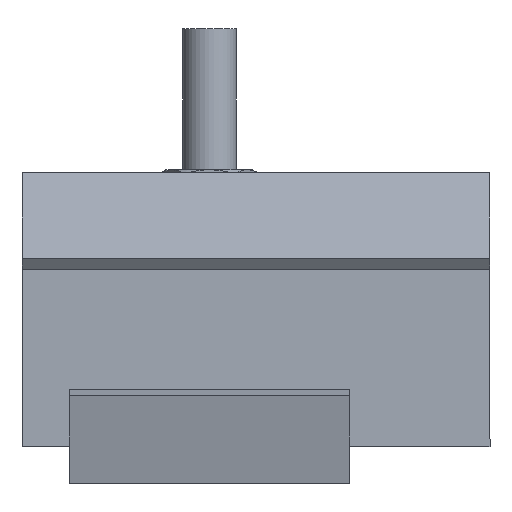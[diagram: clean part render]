
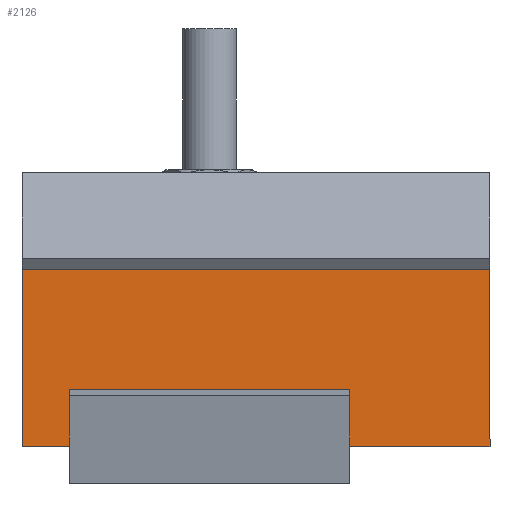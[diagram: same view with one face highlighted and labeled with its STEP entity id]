
A CAD part, left-side view. The second image highlights one B-rep face of the part: STEP entity #2126.
In plain terms, the highlighted face is planar.
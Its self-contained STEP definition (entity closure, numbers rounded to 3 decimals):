
#129 = CARTESIAN_POINT ( 'NONE',  ( 0., -36., 70. ) ) ;
#261 = VECTOR ( 'NONE', #2234, 1000. ) ;
#363 = EDGE_CURVE ( 'NONE', #4051, #2737, #463, .T. ) ;
#456 = VERTEX_POINT ( 'NONE', #937 ) ;
#463 = LINE ( 'NONE', #4375, #2309 ) ;
#624 = DIRECTION ( 'NONE',  ( 0., 1., 0. ) ) ;
#633 = ORIENTED_EDGE ( 'NONE', *, *, #363, .F. ) ;
#685 = CARTESIAN_POINT ( 'NONE',  ( 0., 0., 0. ) ) ;
#859 = CARTESIAN_POINT ( 'NONE',  ( 0., 0., 0. ) ) ;
#937 = CARTESIAN_POINT ( 'NONE',  ( 0., -34.5, 70. ) ) ;
#1288 = CARTESIAN_POINT ( 'NONE',  ( 0., 0., 70. ) ) ;
#1331 = LINE ( 'NONE', #685, #1518 ) ;
#1506 = DIRECTION ( 'NONE',  ( 0., -1., 0. ) ) ;
#1518 = VECTOR ( 'NONE', #4197, 1000. ) ;
#1522 = ORIENTED_EDGE ( 'NONE', *, *, #4031, .F. ) ;
#1649 = DIRECTION ( 'NONE',  ( 1., 0., 0. ) ) ;
#1659 = VERTEX_POINT ( 'NONE', #3730 ) ;
#1660 = VERTEX_POINT ( 'NONE', #859 ) ;
#1693 = CARTESIAN_POINT ( 'NONE',  ( 0., -34.5, 0. ) ) ;
#1698 = EDGE_CURVE ( 'NONE', #2763, #456, #3303, .T. ) ;
#1729 = ORIENTED_EDGE ( 'NONE', *, *, #2540, .F. ) ;
#2003 = CARTESIAN_POINT ( 'NONE',  ( 0., 0., 70. ) ) ;
#2056 = DIRECTION ( 'NONE',  ( 0., 0., 1. ) ) ;
#2119 = AXIS2_PLACEMENT_3D ( 'NONE', #2003, #1649, #624 ) ;
#2126 = ADVANCED_FACE ( 'NONE', ( #2674 ), #4108, .T. ) ;
#2157 = CARTESIAN_POINT ( 'NONE',  ( 0., 0., 70. ) ) ;
#2234 = DIRECTION ( 'NONE',  ( 0., -1., 0. ) ) ;
#2309 = VECTOR ( 'NONE', #2502, 1000. ) ;
#2354 = ORIENTED_EDGE ( 'NONE', *, *, #1698, .T. ) ;
#2502 = DIRECTION ( 'NONE',  ( 0., -1., 0. ) ) ;
#2533 = DIRECTION ( 'NONE',  ( 0., 0., -1. ) ) ;
#2540 = EDGE_CURVE ( 'NONE', #1660, #4051, #1331, .T. ) ;
#2642 = VECTOR ( 'NONE', #2533, 1000. ) ;
#2674 = FACE_OUTER_BOUND ( 'NONE', #3949, .T. ) ;
#2737 = VERTEX_POINT ( 'NONE', #4209 ) ;
#2763 = VERTEX_POINT ( 'NONE', #1288 ) ;
#2811 = EDGE_CURVE ( 'NONE', #2763, #1660, #3234, .T. ) ;
#2821 = LINE ( 'NONE', #4244, #3435 ) ;
#3167 = EDGE_CURVE ( 'NONE', #456, #1659, #3634, .T. ) ;
#3234 = LINE ( 'NONE', #2157, #2642 ) ;
#3303 = LINE ( 'NONE', #4004, #261 ) ;
#3435 = VECTOR ( 'NONE', #2056, 1000. ) ;
#3634 = LINE ( 'NONE', #129, #3988 ) ;
#3730 = CARTESIAN_POINT ( 'NONE',  ( 0., -36., 70. ) ) ;
#3949 = EDGE_LOOP ( 'NONE', ( #1729, #4076, #2354, #4184, #1522, #633 ) ) ;
#3988 = VECTOR ( 'NONE', #1506, 1000. ) ;
#4004 = CARTESIAN_POINT ( 'NONE',  ( 0., 0., 70. ) ) ;
#4031 = EDGE_CURVE ( 'NONE', #2737, #1659, #2821, .T. ) ;
#4051 = VERTEX_POINT ( 'NONE', #1693 ) ;
#4076 = ORIENTED_EDGE ( 'NONE', *, *, #2811, .F. ) ;
#4108 = PLANE ( 'NONE',  #2119 ) ;
#4184 = ORIENTED_EDGE ( 'NONE', *, *, #3167, .T. ) ;
#4197 = DIRECTION ( 'NONE',  ( 0., -1., 0. ) ) ;
#4209 = CARTESIAN_POINT ( 'NONE',  ( 0., -36., 0. ) ) ;
#4244 = CARTESIAN_POINT ( 'NONE',  ( 0., -36., 70. ) ) ;
#4375 = CARTESIAN_POINT ( 'NONE',  ( 0., 0., 0. ) ) ;
